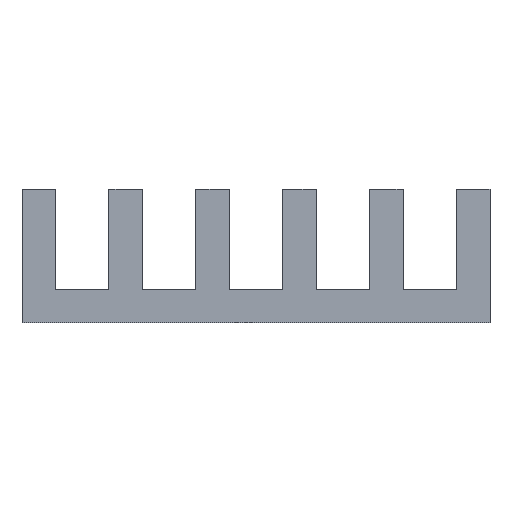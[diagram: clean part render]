
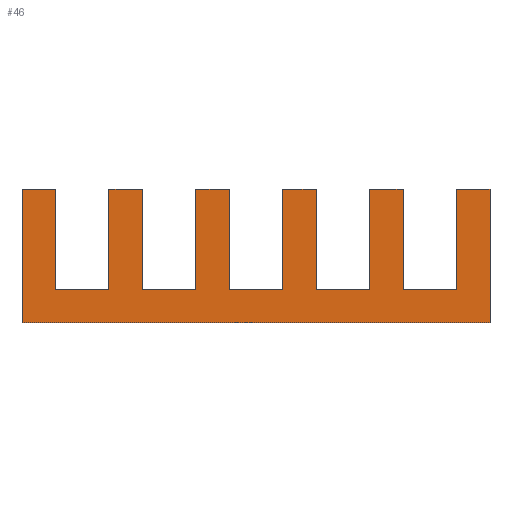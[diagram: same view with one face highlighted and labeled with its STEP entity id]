
A CAD part, left-side view. The second image highlights one B-rep face of the part: STEP entity #46.
In plain terms, the highlighted planar face has unit normal (-1, 0, 0).
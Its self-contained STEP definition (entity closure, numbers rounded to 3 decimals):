
#46=ADVANCED_FACE('NONE',(#384),#385,.F.);
#384=FACE_OUTER_BOUND('',#1086,.T.);
#385=PLANE('',#1087);
#1086=EDGE_LOOP('',(#1788,#1789,#1790,#1791,#1792,#1793,#1794,#1795,#1796,#1797,#1798,#1799,#1800,#1801,#1802,#1803,#1804,#1805,#1806,#1807,#1808,#1809,#1810,#1811));
#1087=AXIS2_PLACEMENT_3D('',#1812,#1813,#1814);
#1788=ORIENTED_EDGE('',*,*,#4641,.T.);
#1789=ORIENTED_EDGE('',*,*,#4642,.F.);
#1790=ORIENTED_EDGE('',*,*,#4643,.F.);
#1791=ORIENTED_EDGE('',*,*,#4644,.T.);
#1792=ORIENTED_EDGE('',*,*,#4645,.F.);
#1793=ORIENTED_EDGE('',*,*,#4646,.F.);
#1794=ORIENTED_EDGE('',*,*,#4647,.F.);
#1795=ORIENTED_EDGE('',*,*,#4648,.T.);
#1796=ORIENTED_EDGE('',*,*,#4649,.F.);
#1797=ORIENTED_EDGE('',*,*,#4650,.F.);
#1798=ORIENTED_EDGE('',*,*,#4651,.F.);
#1799=ORIENTED_EDGE('',*,*,#4652,.T.);
#1800=ORIENTED_EDGE('',*,*,#4653,.F.);
#1801=ORIENTED_EDGE('',*,*,#4654,.F.);
#1802=ORIENTED_EDGE('',*,*,#4655,.F.);
#1803=ORIENTED_EDGE('',*,*,#4656,.T.);
#1804=ORIENTED_EDGE('',*,*,#4657,.F.);
#1805=ORIENTED_EDGE('',*,*,#4658,.F.);
#1806=ORIENTED_EDGE('',*,*,#4659,.F.);
#1807=ORIENTED_EDGE('',*,*,#4660,.T.);
#1808=ORIENTED_EDGE('',*,*,#4661,.F.);
#1809=ORIENTED_EDGE('',*,*,#4662,.F.);
#1810=ORIENTED_EDGE('',*,*,#4663,.F.);
#1811=ORIENTED_EDGE('',*,*,#4664,.T.);
#1812=CARTESIAN_POINT('',(0.0,0.0,1.5));
#1813=DIRECTION('',(1.0,0.0,0.0));
#1814=DIRECTION('',(0.0,1.0,0.0));
#4641=EDGE_CURVE('NONE',#5562,#5563,#5564,.T.);
#4642=EDGE_CURVE('NONE',#5565,#5563,#5566,.T.);
#4643=EDGE_CURVE('NONE',#5567,#5565,#5568,.T.);
#4644=EDGE_CURVE('NONE',#5567,#5569,#5570,.T.);
#4645=EDGE_CURVE('NONE',#5571,#5569,#5572,.T.);
#4646=EDGE_CURVE('NONE',#5573,#5571,#5574,.T.);
#4647=EDGE_CURVE('NONE',#5575,#5573,#5576,.T.);
#4648=EDGE_CURVE('NONE',#5575,#5577,#5578,.T.);
#4649=EDGE_CURVE('NONE',#5579,#5577,#5580,.T.);
#4650=EDGE_CURVE('NONE',#5581,#5579,#5582,.T.);
#4651=EDGE_CURVE('NONE',#5583,#5581,#5584,.T.);
#4652=EDGE_CURVE('NONE',#5583,#5585,#5586,.T.);
#4653=EDGE_CURVE('NONE',#5587,#5585,#5588,.T.);
#4654=EDGE_CURVE('NONE',#5589,#5587,#5590,.T.);
#4655=EDGE_CURVE('NONE',#5591,#5589,#5592,.T.);
#4656=EDGE_CURVE('NONE',#5591,#5593,#5594,.T.);
#4657=EDGE_CURVE('NONE',#5595,#5593,#5596,.T.);
#4658=EDGE_CURVE('NONE',#5597,#5595,#5598,.T.);
#4659=EDGE_CURVE('NONE',#5599,#5597,#5600,.T.);
#4660=EDGE_CURVE('NONE',#5599,#5601,#5602,.T.);
#4661=EDGE_CURVE('NONE',#5603,#5601,#5604,.T.);
#4662=EDGE_CURVE('NONE',#5605,#5603,#5606,.T.);
#4663=EDGE_CURVE('NONE',#5607,#5605,#5608,.T.);
#4664=EDGE_CURVE('NONE',#5607,#5562,#5609,.T.);
#5562=VERTEX_POINT('NONE',#7097);
#5563=VERTEX_POINT('NONE',#7098);
#5564=LINE('',#7099,#7100);
#5565=VERTEX_POINT('NONE',#7101);
#5566=LINE('',#7102,#7103);
#5567=VERTEX_POINT('NONE',#7104);
#5568=LINE('',#7105,#7106);
#5569=VERTEX_POINT('NONE',#7107);
#5570=LINE('',#7108,#7109);
#5571=VERTEX_POINT('NONE',#7110);
#5572=LINE('',#7111,#7112);
#5573=VERTEX_POINT('NONE',#7113);
#5574=LINE('',#7114,#7115);
#5575=VERTEX_POINT('NONE',#7116);
#5576=LINE('',#7117,#7118);
#5577=VERTEX_POINT('NONE',#7119);
#5578=LINE('',#7120,#7121);
#5579=VERTEX_POINT('NONE',#7122);
#5580=LINE('',#7123,#7124);
#5581=VERTEX_POINT('NONE',#7125);
#5582=LINE('',#7126,#7127);
#5583=VERTEX_POINT('NONE',#7128);
#5584=LINE('',#7129,#7130);
#5585=VERTEX_POINT('NONE',#7131);
#5586=LINE('',#7132,#7133);
#5587=VERTEX_POINT('NONE',#7134);
#5588=LINE('',#7135,#7136);
#5589=VERTEX_POINT('NONE',#7137);
#5590=LINE('',#7138,#7139);
#5591=VERTEX_POINT('NONE',#7140);
#5592=LINE('',#7141,#7142);
#5593=VERTEX_POINT('NONE',#7143);
#5594=LINE('',#7144,#7145);
#5595=VERTEX_POINT('NONE',#7146);
#5596=LINE('',#7147,#7148);
#5597=VERTEX_POINT('NONE',#7149);
#5598=LINE('',#7150,#7151);
#5599=VERTEX_POINT('NONE',#7152);
#5600=LINE('',#7153,#7154);
#5601=VERTEX_POINT('NONE',#7155);
#5602=LINE('',#7156,#7157);
#5603=VERTEX_POINT('NONE',#7158);
#5604=LINE('',#7159,#7160);
#5605=VERTEX_POINT('NONE',#7161);
#5606=LINE('',#7162,#7163);
#5607=VERTEX_POINT('NONE',#7164);
#5608=LINE('',#7165,#7166);
#5609=LINE('',#7167,#7168);
#7097=CARTESIAN_POINT('',(0.0,21.0,0.0));
#7098=CARTESIAN_POINT('',(0.0,0.0,0.0));
#7099=CARTESIAN_POINT('',(0.0,0.0,0.0));
#7100=VECTOR('',#9553,1000.0);
#7101=CARTESIAN_POINT('',(0.0,0.0,6.0));
#7102=CARTESIAN_POINT('',(0.0,0.0,1.5));
#7103=VECTOR('',#9554,1000.0);
#7104=CARTESIAN_POINT('',(0.0,1.5,6.0));
#7105=CARTESIAN_POINT('',(0.0,1.5,6.0));
#7106=VECTOR('',#9555,1000.0);
#7107=CARTESIAN_POINT('',(0.0,1.5,1.5));
#7108=CARTESIAN_POINT('',(0.0,1.5,1.5));
#7109=VECTOR('',#9556,1000.0);
#7110=CARTESIAN_POINT('',(0.0,3.9,1.5));
#7111=CARTESIAN_POINT('',(0.0,0.0,1.5));
#7112=VECTOR('',#9557,1000.0);
#7113=CARTESIAN_POINT('',(0.0,3.9,6.0));
#7114=CARTESIAN_POINT('',(0.0,3.9,1.5));
#7115=VECTOR('',#9558,1000.0);
#7116=CARTESIAN_POINT('',(0.0,5.4,6.0));
#7117=CARTESIAN_POINT('',(0.0,5.4,6.0));
#7118=VECTOR('',#9559,1000.0);
#7119=CARTESIAN_POINT('',(0.0,5.4,1.5));
#7120=CARTESIAN_POINT('',(0.0,5.4,1.5));
#7121=VECTOR('',#9560,1000.0);
#7122=CARTESIAN_POINT('',(0.0,7.8,1.5));
#7123=CARTESIAN_POINT('',(0.0,0.0,1.5));
#7124=VECTOR('',#9561,1000.0);
#7125=CARTESIAN_POINT('',(0.0,7.8,6.0));
#7126=CARTESIAN_POINT('',(0.0,7.8,1.5));
#7127=VECTOR('',#9562,1000.0);
#7128=CARTESIAN_POINT('',(0.0,9.3,6.0));
#7129=CARTESIAN_POINT('',(0.0,9.3,6.0));
#7130=VECTOR('',#9563,1000.0);
#7131=CARTESIAN_POINT('',(0.0,9.3,1.5));
#7132=CARTESIAN_POINT('',(0.0,9.3,1.5));
#7133=VECTOR('',#9564,1000.0);
#7134=CARTESIAN_POINT('',(0.0,11.7,1.5));
#7135=CARTESIAN_POINT('',(0.0,0.0,1.5));
#7136=VECTOR('',#9565,1000.0);
#7137=CARTESIAN_POINT('',(0.0,11.7,6.0));
#7138=CARTESIAN_POINT('',(0.0,11.7,1.5));
#7139=VECTOR('',#9566,1000.0);
#7140=CARTESIAN_POINT('',(0.0,13.2,6.0));
#7141=CARTESIAN_POINT('',(0.0,13.2,6.0));
#7142=VECTOR('',#9567,1000.0);
#7143=CARTESIAN_POINT('',(0.0,13.2,1.5));
#7144=CARTESIAN_POINT('',(0.0,13.2,1.5));
#7145=VECTOR('',#9568,1000.0);
#7146=CARTESIAN_POINT('',(0.0,15.6,1.5));
#7147=CARTESIAN_POINT('',(0.0,0.0,1.5));
#7148=VECTOR('',#9569,1000.0);
#7149=CARTESIAN_POINT('',(0.0,15.6,6.0));
#7150=CARTESIAN_POINT('',(0.0,15.6,1.5));
#7151=VECTOR('',#9570,1000.0);
#7152=CARTESIAN_POINT('',(0.0,17.1,6.0));
#7153=CARTESIAN_POINT('',(0.0,17.1,6.0));
#7154=VECTOR('',#9571,1000.0);
#7155=CARTESIAN_POINT('',(0.0,17.1,1.5));
#7156=CARTESIAN_POINT('',(0.0,17.1,1.5));
#7157=VECTOR('',#9572,1000.0);
#7158=CARTESIAN_POINT('',(0.0,19.5,1.5));
#7159=CARTESIAN_POINT('',(0.0,0.0,1.5));
#7160=VECTOR('',#9573,1000.0);
#7161=CARTESIAN_POINT('',(0.0,19.5,6.0));
#7162=CARTESIAN_POINT('',(0.0,19.5,1.5));
#7163=VECTOR('',#9574,1000.0);
#7164=CARTESIAN_POINT('',(0.0,21.0,6.0));
#7165=CARTESIAN_POINT('',(0.0,21.0,6.0));
#7166=VECTOR('',#9575,1000.0);
#7167=CARTESIAN_POINT('',(0.0,21.0,1.5));
#7168=VECTOR('',#9576,1000.0);
#9553=DIRECTION('',(-0.0,-1.0,-0.0));
#9554=DIRECTION('',(-0.0,-0.0,-1.0));
#9555=DIRECTION('',(0.0,-1.0,0.0));
#9556=DIRECTION('',(-0.0,-0.0,-1.0));
#9557=DIRECTION('',(-0.0,-1.0,-0.0));
#9558=DIRECTION('',(-0.0,-0.0,-1.0));
#9559=DIRECTION('',(0.0,-1.0,0.0));
#9560=DIRECTION('',(-0.0,-0.0,-1.0));
#9561=DIRECTION('',(-0.0,-1.0,-0.0));
#9562=DIRECTION('',(-0.0,-0.0,-1.0));
#9563=DIRECTION('',(0.0,-1.0,0.0));
#9564=DIRECTION('',(-0.0,-0.0,-1.0));
#9565=DIRECTION('',(-0.0,-1.0,-0.0));
#9566=DIRECTION('',(-0.0,-0.0,-1.0));
#9567=DIRECTION('',(0.0,-1.0,0.0));
#9568=DIRECTION('',(-0.0,-0.0,-1.0));
#9569=DIRECTION('',(-0.0,-1.0,-0.0));
#9570=DIRECTION('',(-0.0,-0.0,-1.0));
#9571=DIRECTION('',(0.0,-1.0,0.0));
#9572=DIRECTION('',(-0.0,-0.0,-1.0));
#9573=DIRECTION('',(-0.0,-1.0,-0.0));
#9574=DIRECTION('',(-0.0,-0.0,-1.0));
#9575=DIRECTION('',(0.0,-1.0,0.0));
#9576=DIRECTION('',(-0.0,-0.0,-1.0));
